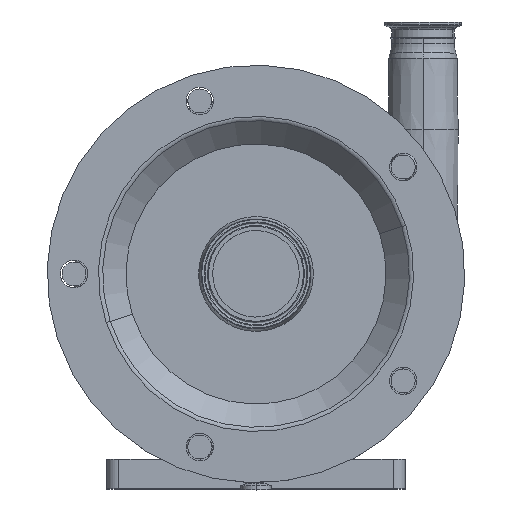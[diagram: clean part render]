
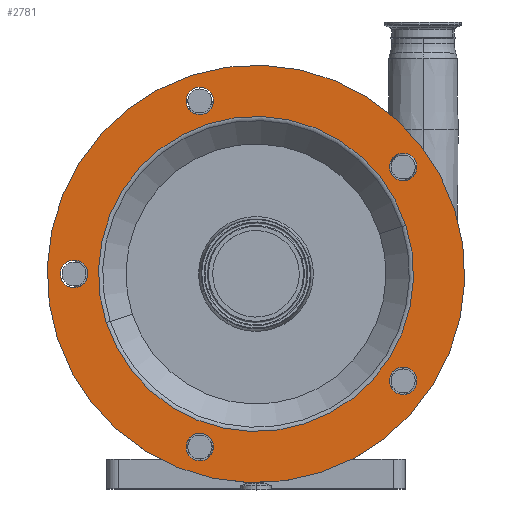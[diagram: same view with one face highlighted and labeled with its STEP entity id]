
A CAD part, top view. The second image highlights one B-rep face of the part: STEP entity #2781.
In plain terms, the highlighted planar face has unit normal (0, 0, 1).
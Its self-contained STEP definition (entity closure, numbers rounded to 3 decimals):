
#310 = AXIS2_PLACEMENT_3D ( 'NONE', #11433, #2611, #12926 ) ;
#413 = AXIS2_PLACEMENT_3D ( 'NONE', #11705, #2885, #13193 ) ;
#560 = EDGE_LOOP ( 'NONE', ( #6883, #14656 ) ) ;
#661 = CARTESIAN_POINT ( 'NONE',  ( -36.188, 328.59, 215. ) ) ;
#668 = DIRECTION ( 'NONE',  ( 0., 0., 1. ) ) ;
#730 = CIRCLE ( 'NONE', #10084, 11.5 ) ;
#761 = ORIENTED_EDGE ( 'NONE', *, *, #2803, .F. ) ;
#978 = EDGE_CURVE ( 'NONE', #13012, #16907, #10243, .T. ) ;
#1065 = AXIS2_PLACEMENT_3D ( 'NONE', #6815, #17129, #8299 ) ;
#1142 = DIRECTION ( 'NONE',  ( 0., 0., 1. ) ) ;
#1157 = DIRECTION ( 'NONE',  ( 0., 0., 1. ) ) ;
#1181 = DIRECTION ( 'NONE',  ( 0., 0., 1. ) ) ;
#1227 = DIRECTION ( 'NONE',  ( 0., 0., -1. ) ) ;
#1233 = CARTESIAN_POINT ( 'NONE',  ( 134.312, 93.916, 215. ) ) ;
#1237 = ORIENTED_EDGE ( 'NONE', *, *, #12945, .F. ) ;
#1271 = ORIENTED_EDGE ( 'NONE', *, *, #17171, .F. ) ;
#1375 = DIRECTION ( 'NONE',  ( 0., 0., 1. ) ) ;
#1401 = VERTEX_POINT ( 'NONE', #15027 ) ;
#1505 = VERTEX_POINT ( 'NONE', #661 ) ;
#1545 = CARTESIAN_POINT ( 'NONE',  ( -58.062, 31.41, 215. ) ) ;
#1595 = PLANE ( 'NONE',  #9135 ) ;
#1600 = CARTESIAN_POINT ( 'NONE',  ( -141.563, 183.554, 215. ) ) ;
#1650 = FACE_BOUND ( 'NONE', #8739, .T. ) ;
#1651 = DIRECTION ( 'NONE',  ( 0., 0., 1. ) ) ;
#1894 = DIRECTION ( 'NONE',  ( 0., 0., 1. ) ) ;
#1951 = AXIS2_PLACEMENT_3D ( 'NONE', #10184, #1375, #11697 ) ;
#1970 = EDGE_CURVE ( 'NONE', #7644, #18187, #5225, .T. ) ;
#2159 = DIRECTION ( 'NONE',  ( 0., 0., 1. ) ) ;
#2308 = CARTESIAN_POINT ( 'NONE',  ( 112.438, 86.809, 215. ) ) ;
#2326 = AXIS2_PLACEMENT_3D ( 'NONE', #9963, #1142, #11454 ) ;
#2611 = DIRECTION ( 'NONE',  ( 0., 0., 1. ) ) ;
#2748 = CARTESIAN_POINT ( 'NONE',  ( -166.435, 125.922, 215. ) ) ;
#2781 = ADVANCED_FACE ( 'NONE', ( #6066, #1650, #12960, #5135, #16462, #12503, #8587 ), #1595, .F. ) ;
#2803 = EDGE_CURVE ( 'NONE', #15647, #1401, #730, .T. ) ;
#2885 = DIRECTION ( 'NONE',  ( 0., 0., -1. ) ) ;
#4153 = CARTESIAN_POINT ( 'NONE',  ( 125.607, 220.812, 215. ) ) ;
#4208 = AXIS2_PLACEMENT_3D ( 'NONE', #9982, #1157, #11473 ) ;
#4250 = VERTEX_POINT ( 'NONE', #1600 ) ;
#4549 = EDGE_LOOP ( 'NONE', ( #8799, #1271 ) ) ;
#4733 = EDGE_LOOP ( 'NONE', ( #6968, #14453 ) ) ;
#4785 = ORIENTED_EDGE ( 'NONE', *, *, #15117, .F. ) ;
#5048 = CARTESIAN_POINT ( 'NONE',  ( 0., 180., 215. ) ) ;
#5135 = FACE_BOUND ( 'NONE', #16968, .T. ) ;
#5225 = CIRCLE ( 'NONE', #1951, 11.5 ) ;
#5487 = VERTEX_POINT ( 'NONE', #4153 ) ;
#5517 = CARTESIAN_POINT ( 'NONE',  ( -125.607, 139.188, 215. ) ) ;
#5924 = EDGE_CURVE ( 'NONE', #5487, #18031, #7618, .T. ) ;
#6010 = DIRECTION ( 'NONE',  ( 0., 0., -1. ) ) ;
#6066 = FACE_BOUND ( 'NONE', #11135, .T. ) ;
#6144 = CIRCLE ( 'NONE', #17414, 132.071 ) ;
#6170 = VERTEX_POINT ( 'NONE', #13801 ) ;
#6535 = DIRECTION ( 'NONE',  ( -0.951, -0.309, 0. ) ) ;
#6808 = AXIS2_PLACEMENT_3D ( 'NONE', #5048, #15395, #6535 ) ;
#6815 = CARTESIAN_POINT ( 'NONE',  ( -47.125, 34.964, 215. ) ) ;
#6883 = ORIENTED_EDGE ( 'NONE', *, *, #18051, .F. ) ;
#6932 = EDGE_CURVE ( 'NONE', #6170, #1505, #16846, .T. ) ;
#6968 = ORIENTED_EDGE ( 'NONE', *, *, #16699, .T. ) ;
#7061 = CARTESIAN_POINT ( 'NONE',  ( 166.435, 234.078, 215. ) ) ;
#7163 = CARTESIAN_POINT ( 'NONE',  ( -163.437, 176.446, 215. ) ) ;
#7570 = CIRCLE ( 'NONE', #10015, 11.5 ) ;
#7618 = CIRCLE ( 'NONE', #413, 132.071 ) ;
#7644 = VERTEX_POINT ( 'NONE', #1545 ) ;
#7972 = ORIENTED_EDGE ( 'NONE', *, *, #9372, .F. ) ;
#7975 = CARTESIAN_POINT ( 'NONE',  ( 0., 180., 215. ) ) ;
#8012 = CIRCLE ( 'NONE', #2326, 11.5 ) ;
#8299 = DIRECTION ( 'NONE',  ( 0.951, 0.309, 0. ) ) ;
#8587 = FACE_BOUND ( 'NONE', #560, .T. ) ;
#8739 = EDGE_LOOP ( 'NONE', ( #4785, #12708 ) ) ;
#8799 = ORIENTED_EDGE ( 'NONE', *, *, #978, .F. ) ;
#8960 = CARTESIAN_POINT ( 'NONE',  ( -54.078, 346.435, 215. ) ) ;
#9135 = AXIS2_PLACEMENT_3D ( 'NONE', #8960, #6010, #11918 ) ;
#9372 = EDGE_CURVE ( 'NONE', #9970, #4250, #7570, .T. ) ;
#9445 = DIRECTION ( 'NONE',  ( -0.951, -0.309, 0. ) ) ;
#9511 = CARTESIAN_POINT ( 'NONE',  ( 123.375, 90.363, 215. ) ) ;
#9550 = CARTESIAN_POINT ( 'NONE',  ( 112.438, 266.084, 215. ) ) ;
#9769 = CIRCLE ( 'NONE', #10498, 11.5 ) ;
#9963 = CARTESIAN_POINT ( 'NONE',  ( 123.375, 90.363, 215. ) ) ;
#9970 = VERTEX_POINT ( 'NONE', #7163 ) ;
#9982 = CARTESIAN_POINT ( 'NONE',  ( -47.125, 325.036, 215. ) ) ;
#10015 = AXIS2_PLACEMENT_3D ( 'NONE', #10020, #1181, #11498 ) ;
#10020 = CARTESIAN_POINT ( 'NONE',  ( -152.5, 180., 215. ) ) ;
#10061 = CARTESIAN_POINT ( 'NONE',  ( 0., 180., 215. ) ) ;
#10084 = AXIS2_PLACEMENT_3D ( 'NONE', #10473, #1651, #11981 ) ;
#10150 = AXIS2_PLACEMENT_3D ( 'NONE', #10988, #2159, #12474 ) ;
#10184 = CARTESIAN_POINT ( 'NONE',  ( -47.125, 34.964, 215. ) ) ;
#10243 = CIRCLE ( 'NONE', #18267, 175. ) ;
#10473 = CARTESIAN_POINT ( 'NONE',  ( 123.375, 269.637, 215. ) ) ;
#10498 = AXIS2_PLACEMENT_3D ( 'NONE', #10716, #1894, #12207 ) ;
#10716 = CARTESIAN_POINT ( 'NONE',  ( 123.375, 269.637, 215. ) ) ;
#10983 = DIRECTION ( 'NONE',  ( 0.951, 0.309, 0. ) ) ;
#10988 = CARTESIAN_POINT ( 'NONE',  ( -47.125, 325.036, 215. ) ) ;
#11135 = EDGE_LOOP ( 'NONE', ( #1237, #7972 ) ) ;
#11368 = CIRCLE ( 'NONE', #4208, 11.5 ) ;
#11409 = VERTEX_POINT ( 'NONE', #1233 ) ;
#11433 = CARTESIAN_POINT ( 'NONE',  ( -152.5, 180., 215. ) ) ;
#11454 = DIRECTION ( 'NONE',  ( 0.951, 0.309, 0. ) ) ;
#11473 = DIRECTION ( 'NONE',  ( 0.951, 0.309, 0. ) ) ;
#11498 = DIRECTION ( 'NONE',  ( 0.951, 0.309, 0. ) ) ;
#11539 = DIRECTION ( 'NONE',  ( -0.951, -0.309, 0. ) ) ;
#11697 = DIRECTION ( 'NONE',  ( 0.951, 0.309, 0. ) ) ;
#11705 = CARTESIAN_POINT ( 'NONE',  ( 0., 180., 215. ) ) ;
#11918 = DIRECTION ( 'NONE',  ( -0.951, -0.309, 0. ) ) ;
#11981 = DIRECTION ( 'NONE',  ( 0.951, 0.309, 0. ) ) ;
#12207 = DIRECTION ( 'NONE',  ( 0.951, 0.309, 0. ) ) ;
#12474 = DIRECTION ( 'NONE',  ( 0.951, 0.309, 0. ) ) ;
#12503 = FACE_OUTER_BOUND ( 'NONE', #4549, .T. ) ;
#12708 = ORIENTED_EDGE ( 'NONE', *, *, #1970, .F. ) ;
#12754 = CIRCLE ( 'NONE', #310, 11.5 ) ;
#12791 = CIRCLE ( 'NONE', #6808, 175. ) ;
#12926 = DIRECTION ( 'NONE',  ( 0.951, 0.309, 0. ) ) ;
#12945 = EDGE_CURVE ( 'NONE', #4250, #9970, #12754, .T. ) ;
#12960 = FACE_BOUND ( 'NONE', #16744, .T. ) ;
#13012 = VERTEX_POINT ( 'NONE', #2748 ) ;
#13193 = DIRECTION ( 'NONE',  ( -0.951, -0.309, 0. ) ) ;
#13227 = ORIENTED_EDGE ( 'NONE', *, *, #17834, .F. ) ;
#13801 = CARTESIAN_POINT ( 'NONE',  ( -58.062, 321.482, 215. ) ) ;
#14164 = ORIENTED_EDGE ( 'NONE', *, *, #15003, .F. ) ;
#14324 = AXIS2_PLACEMENT_3D ( 'NONE', #9511, #668, #10983 ) ;
#14453 = ORIENTED_EDGE ( 'NONE', *, *, #5924, .T. ) ;
#14656 = ORIENTED_EDGE ( 'NONE', *, *, #6932, .F. ) ;
#14831 = VERTEX_POINT ( 'NONE', #2308 ) ;
#15003 = EDGE_CURVE ( 'NONE', #11409, #14831, #16353, .T. ) ;
#15027 = CARTESIAN_POINT ( 'NONE',  ( 134.312, 273.191, 215. ) ) ;
#15117 = EDGE_CURVE ( 'NONE', #18187, #7644, #15883, .T. ) ;
#15395 = DIRECTION ( 'NONE',  ( 0., 0., -1. ) ) ;
#15647 = VERTEX_POINT ( 'NONE', #9550 ) ;
#15847 = EDGE_CURVE ( 'NONE', #14831, #11409, #8012, .T. ) ;
#15883 = CIRCLE ( 'NONE', #1065, 11.5 ) ;
#16353 = CIRCLE ( 'NONE', #14324, 11.5 ) ;
#16462 = FACE_BOUND ( 'NONE', #4733, .T. ) ;
#16699 = EDGE_CURVE ( 'NONE', #18031, #5487, #6144, .T. ) ;
#16744 = EDGE_LOOP ( 'NONE', ( #14164, #17066 ) ) ;
#16846 = CIRCLE ( 'NONE', #10150, 11.5 ) ;
#16907 = VERTEX_POINT ( 'NONE', #7061 ) ;
#16968 = EDGE_LOOP ( 'NONE', ( #13227, #761 ) ) ;
#17066 = ORIENTED_EDGE ( 'NONE', *, *, #15847, .F. ) ;
#17129 = DIRECTION ( 'NONE',  ( 0., 0., 1. ) ) ;
#17171 = EDGE_CURVE ( 'NONE', #16907, #13012, #12791, .T. ) ;
#17414 = AXIS2_PLACEMENT_3D ( 'NONE', #7975, #18284, #9445 ) ;
#17834 = EDGE_CURVE ( 'NONE', #1401, #15647, #9769, .T. ) ;
#18031 = VERTEX_POINT ( 'NONE', #5517 ) ;
#18051 = EDGE_CURVE ( 'NONE', #1505, #6170, #11368, .T. ) ;
#18187 = VERTEX_POINT ( 'NONE', #18216 ) ;
#18216 = CARTESIAN_POINT ( 'NONE',  ( -36.188, 38.518, 215. ) ) ;
#18267 = AXIS2_PLACEMENT_3D ( 'NONE', #10061, #1227, #11539 ) ;
#18284 = DIRECTION ( 'NONE',  ( 0., 0., -1. ) ) ;
